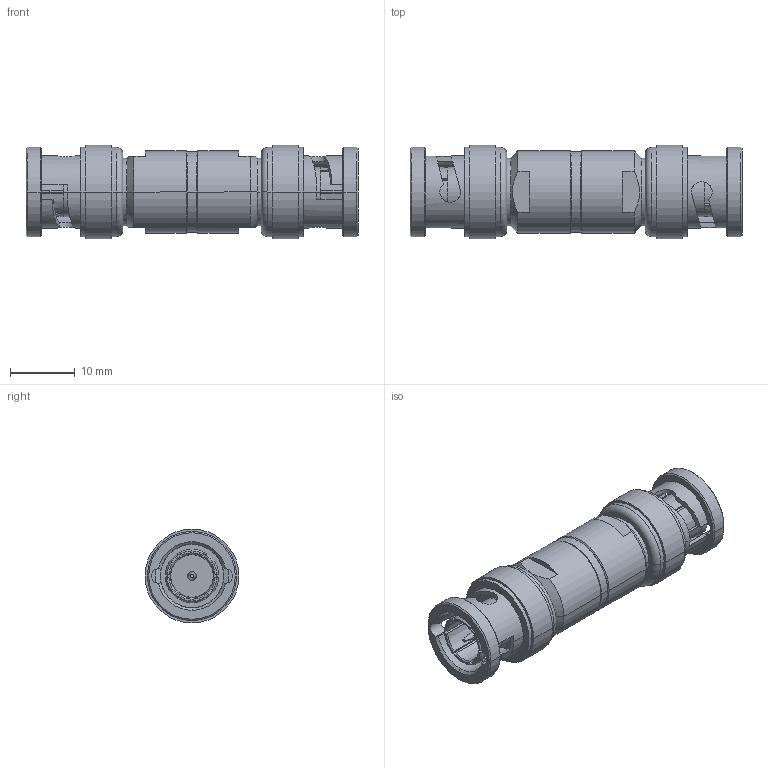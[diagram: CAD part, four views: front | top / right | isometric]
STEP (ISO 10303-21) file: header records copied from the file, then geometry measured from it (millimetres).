
FILE_DESCRIPTION (( 'STEP AP214' ), '1' );
FILE_NAME ('FMMP1112_3D.step', '2024-01-15T15:58:01', ( '' ), ( '' ), 'SwSTEP 2.0', 'SolidWorks 2022', '' );
FILE_SCHEMA (( 'AUTOMOTIVE_DESIGN' ));
Length unit declared in the file: inch
Products named in the file (5): MP-BM75^MP1112 - MP-BM75BM50-0-3G(2)_FMMP1112; FAT-B-11^MP1112 - MP-BM75BM50-0-3G(2)_FMMP1112; MP1112 - MP-BM75BM50-0-3G(2)^FMMP1112; FMMP1112_3D; MP-BM50^MP1112 - MP-BM75BM50-0-3G(2)_FMMP1112
Assembly tree (4 placements, depth 3):
  FMMP1112_3D
    MP1112 - MP-BM75BM50-0-3G(2)^FMMP1112
      MP-BM75^MP1112 - MP-BM75BM50-0-3G(2)_FMMP1112
      FAT-B-11^MP1112 - MP-BM75BM50-0-3G(2)_FMMP1112
      MP-BM50^MP1112 - MP-BM75BM50-0-3G(2)_FMMP1112
Bounding box: 51.4 x 14.5 x 14.5 mm (x, y, z)
Volume: 6814.6 mm3; surface area: 4974.2 mm2
Topology: 3 solids, 3 shells, 288 faces, 728 edges, 458 vertices
Faces by surface type: plane 114, cone 82, cylinder 76, torus 16
Entity records: 10372 total; most frequent: CARTESIAN_POINT 3204, DIRECTION 1510, ORIENTED_EDGE 1456, EDGE_CURVE 728, AXIS2_PLACEMENT_3D 600, VERTEX_POINT 458, VECTOR 310, LINE 310
